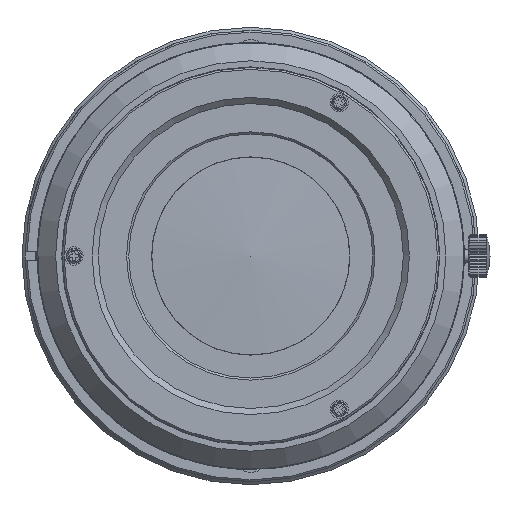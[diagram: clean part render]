
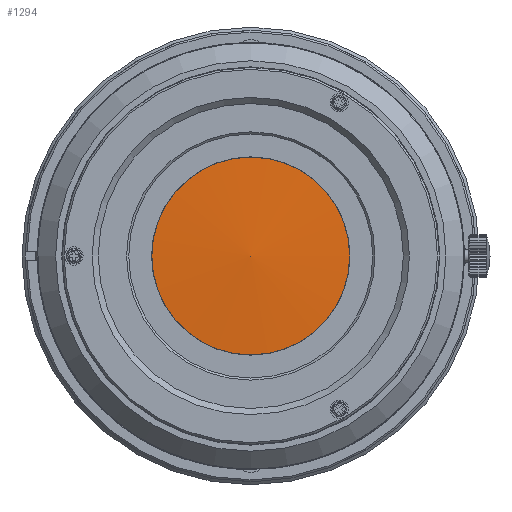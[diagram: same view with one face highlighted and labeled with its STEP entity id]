
A CAD part, left-side view. The second image highlights one B-rep face of the part: STEP entity #1294.
In plain terms, the highlighted spherical face has radius 175.855 mm.
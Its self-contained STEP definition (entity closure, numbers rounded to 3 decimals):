
#112=SPHERICAL_SURFACE('',#11776,175.855);
#789=FACE_OUTER_BOUND('',#3857,.T.);
#1294=ADVANCED_FACE('',(#789),#112,.T.);
#2593=CIRCLE('',#11774,16.217);
#3857=EDGE_LOOP('',(#7061));
#7061=ORIENTED_EDGE('',*,*,#10074,.T.);
#8453=VERTEX_POINT('',#21950);
#10074=EDGE_CURVE('',#8453,#8453,#2593,.T.);
#11774=AXIS2_PLACEMENT_3D('',#21949,#13760,#13761);
#11776=AXIS2_PLACEMENT_3D('',#21952,#13764,#13765);
#13760=DIRECTION('',(-1.,0.,0.));
#13761=DIRECTION('',(0.,0.,-1.));
#13764=DIRECTION('',(1.,0.,0.));
#13765=DIRECTION('',(0.,1.,0.));
#21949=CARTESIAN_POINT('',(-281.574,0.,0.));
#21950=CARTESIAN_POINT('',(-281.574,0.,-16.217));
#21952=CARTESIAN_POINT('',(-106.468,0.,0.));
